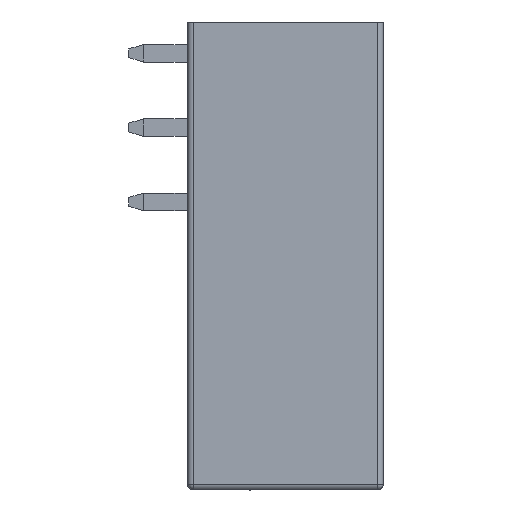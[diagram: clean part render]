
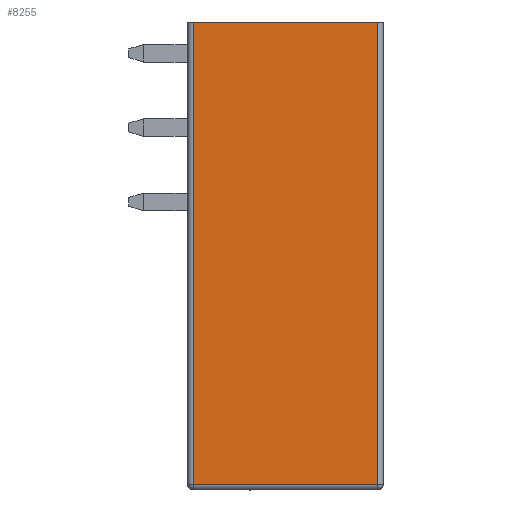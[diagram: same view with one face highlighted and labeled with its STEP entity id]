
A CAD part, front view. The second image highlights one B-rep face of the part: STEP entity #8255.
In plain terms, the highlighted planar face has unit normal (0, -1, 0).
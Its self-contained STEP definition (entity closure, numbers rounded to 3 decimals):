
#1878=DIRECTION('',(0.,0.,1.));
#1879=VECTOR('',#1878,31.6);
#1880=CARTESIAN_POINT('',(6.3,-70.76,-15.6));
#1881=LINE('',#1880,#1879);
#1882=DIRECTION('',(1.,0.,0.));
#1883=VECTOR('',#1882,12.6);
#1884=CARTESIAN_POINT('',(-6.3,-70.76,-15.6));
#1885=LINE('',#1884,#1883);
#1886=DIRECTION('',(0.,0.,-1.));
#1887=VECTOR('',#1886,31.6);
#1888=CARTESIAN_POINT('',(-6.3,-70.76,16.));
#1889=LINE('',#1888,#1887);
#1890=DIRECTION('',(1.,0.,0.));
#1891=VECTOR('',#1890,12.6);
#1892=CARTESIAN_POINT('',(-6.3,-70.76,16.));
#1893=LINE('',#1892,#1891);
#5256=CARTESIAN_POINT('',(6.3,-70.76,16.));
#5258=VERTEX_POINT('',#5256);
#5262=CARTESIAN_POINT('',(6.3,-70.76,-15.6));
#5263=VERTEX_POINT('',#5262);
#5266=CARTESIAN_POINT('',(-6.3,-70.76,-15.6));
#5267=VERTEX_POINT('',#5266);
#5273=CARTESIAN_POINT('',(-6.3,-70.76,16.));
#5275=VERTEX_POINT('',#5273);
#8242=CARTESIAN_POINT('',(0.,-70.76,0.));
#8243=DIRECTION('',(0.,1.,0.));
#8244=DIRECTION('',(1.,0.,0.));
#8245=AXIS2_PLACEMENT_3D('',#8242,#8243,#8244);
#8246=PLANE('',#8245);
#8248=ORIENTED_EDGE('',*,*,#8247,.F.);
#8250=ORIENTED_EDGE('',*,*,#8249,.F.);
#8251=ORIENTED_EDGE('',*,*,#8234,.F.);
#8252=ORIENTED_EDGE('',*,*,#5283,.T.);
#8253=EDGE_LOOP('',(#8248,#8250,#8251,#8252));
#8254=FACE_OUTER_BOUND('',#8253,.F.);
#5283=EDGE_CURVE('',#5275,#5258,#1893,.T.);
#8234=EDGE_CURVE('',#5275,#5267,#1889,.T.);
#8247=EDGE_CURVE('',#5263,#5258,#1881,.T.);
#8249=EDGE_CURVE('',#5267,#5263,#1885,.T.);
#8255=ADVANCED_FACE('',(#8254),#8246,.F.);
